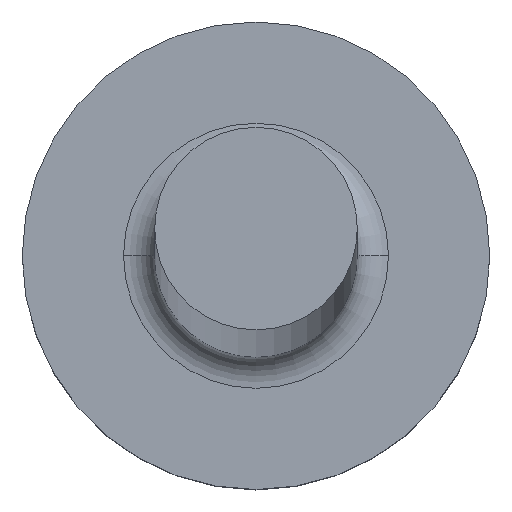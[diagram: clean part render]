
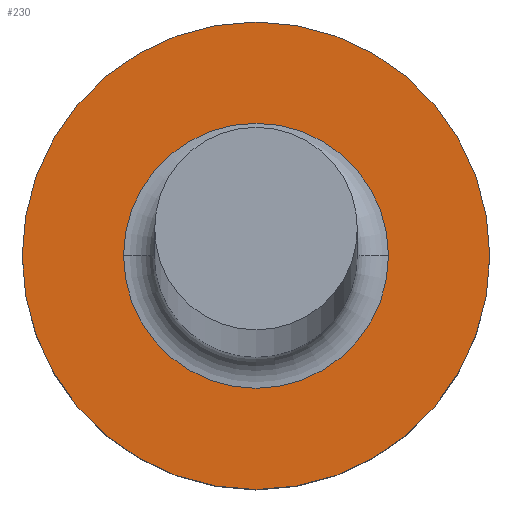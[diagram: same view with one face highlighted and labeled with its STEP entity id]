
A CAD part, top view. The second image highlights one B-rep face of the part: STEP entity #230.
In plain terms, the highlighted planar face has unit normal (0, 0, 1).
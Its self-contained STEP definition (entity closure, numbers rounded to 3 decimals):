
#12 = FACE_OUTER_BOUND ( 'NONE', #47, .T. ) ;
#18 = VERTEX_POINT ( 'NONE', #54 ) ;
#21 = AXIS2_PLACEMENT_3D ( 'NONE', #102, #269, #130 ) ;
#29 = CARTESIAN_POINT ( 'NONE',  ( 0., 0., 1.5 ) ) ;
#30 = EDGE_LOOP ( 'NONE', ( #191, #114 ) ) ;
#32 = DIRECTION ( 'NONE',  ( 0., 0., -1. ) ) ;
#47 = EDGE_LOOP ( 'NONE', ( #218, #262 ) ) ;
#54 = CARTESIAN_POINT ( 'NONE',  ( 1.5, 0., 1.5 ) ) ;
#60 = DIRECTION ( 'NONE',  ( 0., 0., 1. ) ) ;
#64 = CIRCLE ( 'NONE', #244, 1.5 ) ;
#75 = CARTESIAN_POINT ( 'NONE',  ( -1.5, 0., 1.5 ) ) ;
#89 = PLANE ( 'NONE',  #234 ) ;
#102 = CARTESIAN_POINT ( 'NONE',  ( 0., 0., 1.5 ) ) ;
#114 = ORIENTED_EDGE ( 'NONE', *, *, #166, .T. ) ;
#130 = DIRECTION ( 'NONE',  ( 1., 0., 0. ) ) ;
#134 = FACE_BOUND ( 'NONE', #30, .T. ) ;
#140 = VERTEX_POINT ( 'NONE', #147 ) ;
#142 = VERTEX_POINT ( 'NONE', #75 ) ;
#147 = CARTESIAN_POINT ( 'NONE',  ( -0.85, 0., 1.5 ) ) ;
#157 = DIRECTION ( 'NONE',  ( 1., 0., 0. ) ) ;
#160 = AXIS2_PLACEMENT_3D ( 'NONE', #29, #32, #227 ) ;
#166 = EDGE_CURVE ( 'NONE', #140, #225, #214, .T. ) ;
#169 = EDGE_CURVE ( 'NONE', #18, #142, #178, .T. ) ;
#178 = CIRCLE ( 'NONE', #21, 1.5 ) ;
#181 = CARTESIAN_POINT ( 'NONE',  ( 0., 0., 1.5 ) ) ;
#182 = EDGE_CURVE ( 'NONE', #225, #140, #249, .T. ) ;
#187 = DIRECTION ( 'NONE',  ( 1., 0., 0. ) ) ;
#191 = ORIENTED_EDGE ( 'NONE', *, *, #182, .T. ) ;
#207 = EDGE_CURVE ( 'NONE', #142, #18, #64, .T. ) ;
#209 = CARTESIAN_POINT ( 'NONE',  ( 0.85, 0., 1.5 ) ) ;
#214 = CIRCLE ( 'NONE', #160, 0.85 ) ;
#218 = ORIENTED_EDGE ( 'NONE', *, *, #207, .T. ) ;
#225 = VERTEX_POINT ( 'NONE', #209 ) ;
#227 = DIRECTION ( 'NONE',  ( 1., 0., 0. ) ) ;
#230 = ADVANCED_FACE ( 'NONE', ( #134, #12 ), #89, .T. ) ;
#234 = AXIS2_PLACEMENT_3D ( 'NONE', #281, #252, #279 ) ;
#244 = AXIS2_PLACEMENT_3D ( 'NONE', #251, #60, #157 ) ;
#249 = CIRCLE ( 'NONE', #254, 0.85 ) ;
#251 = CARTESIAN_POINT ( 'NONE',  ( 0., 0., 1.5 ) ) ;
#252 = DIRECTION ( 'NONE',  ( 0., 0., 1. ) ) ;
#254 = AXIS2_PLACEMENT_3D ( 'NONE', #181, #272, #187 ) ;
#262 = ORIENTED_EDGE ( 'NONE', *, *, #169, .T. ) ;
#269 = DIRECTION ( 'NONE',  ( 0., 0., 1. ) ) ;
#272 = DIRECTION ( 'NONE',  ( 0., 0., -1. ) ) ;
#279 = DIRECTION ( 'NONE',  ( 1., 0., 0. ) ) ;
#281 = CARTESIAN_POINT ( 'NONE',  ( 0., 0., 1.5 ) ) ;
